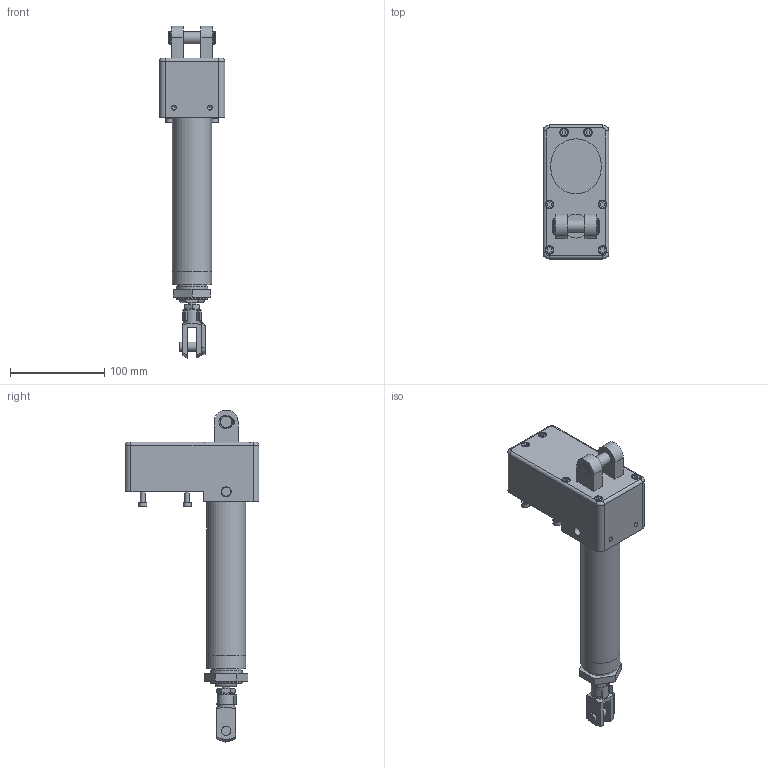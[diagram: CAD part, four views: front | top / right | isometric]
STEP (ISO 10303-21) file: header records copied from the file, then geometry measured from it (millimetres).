
FILE_DESCRIPTION (( 'STEP AP203' ), '1' );
FILE_NAME ('ERD-485093-1.step', '2025-03-31T21:33:54', ( '' ), ( '' ), 'SwSTEP 2.0', 'SolidWorks 2024', '' );
FILE_SCHEMA (( 'CONFIG_CONTROL_DESIGN' ));
Length unit declared in the file: inch
Products named in the file (6): 21921020_ERD-485093-1; Base_ERD-485093-1; tempJoin10_83169035_ERD-485093-1; ERD-485093-1; 21929132_ERD-485093-1; tempJoin0_21929388_ERD-485093-1
Assembly tree (5 placements, depth 2):
  ERD-485093-1
    tempJoin10_83169035_ERD-485093-1
    21921020_ERD-485093-1
    tempJoin0_21929388_ERD-485093-1
    21929132_ERD-485093-1
    Base_ERD-485093-1
Bounding box: 69.85 x 142.37 x 352.77 mm (x, y, z)
Volume: 572972.5 mm3; surface area: 187273 mm2
Topology: 17 solids, 33 shells, 876 faces, 2089 edges, 1347 vertices
Faces by surface type: plane 478, cylinder 283, cone 90, torus 19, bspline 6
Full cylindrical faces by diameter (mm): 1.194 x4, 2.5 x2, 4.166 x1, 4.2 x14, 4.27 x2, 5 x16, 5.232 x6, 5.613 x4, 6.04 x1, 6.248 x1, 8.026 x1, 8.5 x14, 8.75 x1, 8.78 x1, 9.144 x6, 9.519 x2, 9.525 x1, 9.652 x4, 9.92 x1, 10 x3, 11.887 x2, 12.7 x5, 15.875 x2, 18 x1, 21.844 x1, 22.225 x1, 23.673 x2, 23.774 x2, 25.4 x1, 26.391 x1
Entity records: 25714 total; most frequent: CARTESIAN_POINT 5563, DIRECTION 4192, ORIENTED_EDGE 3638, EDGE_CURVE 1819, AXIS2_PLACEMENT_3D 1602, VERTEX_POINT 1263, EDGE_LOOP 1194, FACE_OUTER_BOUND 1006
